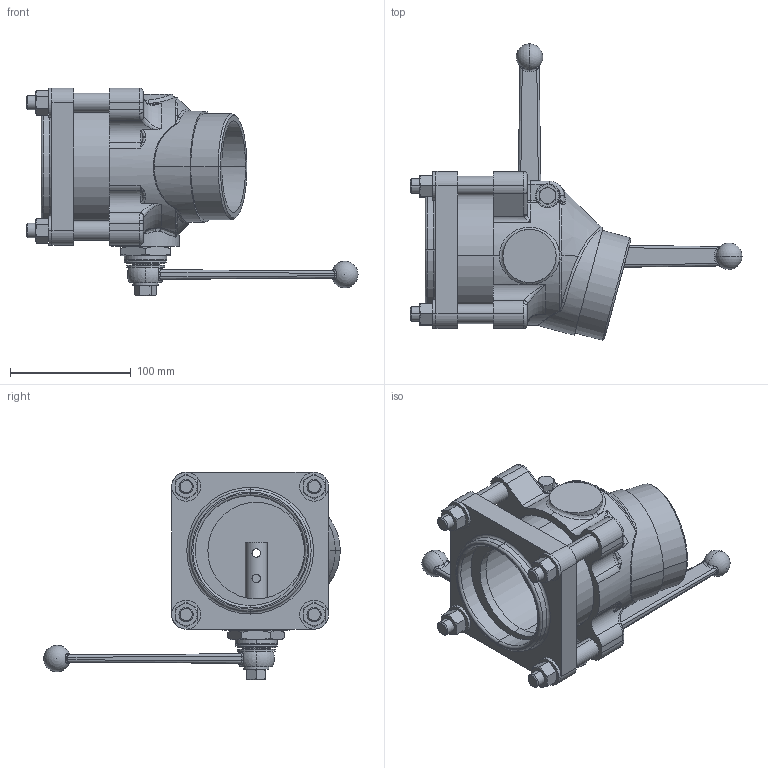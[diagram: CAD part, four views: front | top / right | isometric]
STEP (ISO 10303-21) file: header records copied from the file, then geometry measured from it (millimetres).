
FILE_DESCRIPTION (( 'STEP AP214' ), '1' );
FILE_NAME ('SGAV80DO_251890.STEP', '2012-09-24T05:40:30', ( 'Admin2' ), ( '' ), 'SwSTEP 2.0', 'SolidWorks 2010', '' );
FILE_SCHEMA (( 'AUTOMOTIVE_DESIGN' ));
Length unit declared in the file: millimetre
Products named in the file (1): SGAV80DO_251890
Bounding box: 275 x 245.66 x 172 mm (x, y, z)
Surface area: 203695.2 mm2 (no closed solid volume)
Topology: 0 solids, 39 shells, 890 faces, 2597 edges, 1704 vertices
Faces by surface type: plane 365, bspline 231, cylinder 145, cone 72, torus 67, sphere 10
Entity records: 53639 total; most frequent: CARTESIAN_POINT 23965, ORIENTED_EDGE 4532, DIRECTION 3810, EDGE_CURVE 2570, VERTEX_POINT 1692, AXIS2_PLACEMENT_3D 1303, VECTOR 1204, LINE 1204
